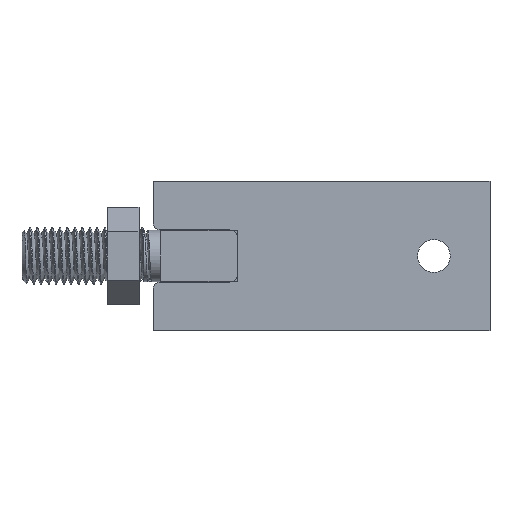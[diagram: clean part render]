
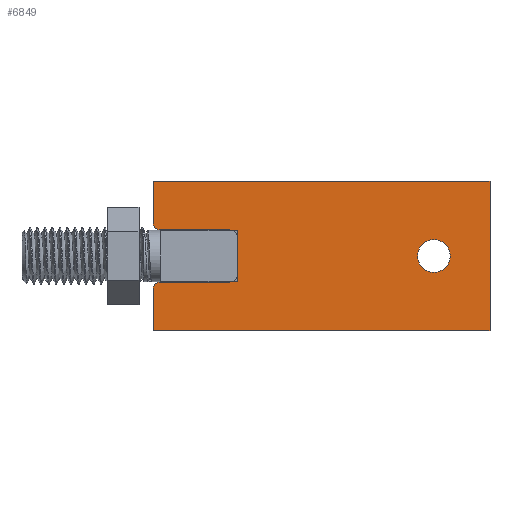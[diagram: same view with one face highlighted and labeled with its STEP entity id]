
A CAD part, front view. The second image highlights one B-rep face of the part: STEP entity #6849.
In plain terms, the highlighted planar face has unit normal (0, -1, 0).
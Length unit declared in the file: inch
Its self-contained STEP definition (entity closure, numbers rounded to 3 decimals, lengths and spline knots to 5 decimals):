
#2598 = AXIS2_PLACEMENT_3D ( 'NONE', #3761, #3771, #3772 ) ;
#2644 = AXIS2_PLACEMENT_3D ( 'NONE', #8677, #8679, #8681 ) ;
#2645 = AXIS2_PLACEMENT_3D ( 'NONE', #8760, #8762, #8764 ) ;
#2646 = AXIS2_PLACEMENT_3D ( 'NONE', #8731, #8734, #8736 ) ;
#2647 = AXIS2_PLACEMENT_3D ( 'NONE', #8788, #8790, #8792 ) ;
#2649 = AXIS2_PLACEMENT_3D ( 'NONE', #8815, #8817, #8819 ) ;
#2653 = AXIS2_PLACEMENT_3D ( 'NONE', #8848, #8851, #8853 ) ;
#3761 = CARTESIAN_POINT ( 'NONE',  ( -4.4, -0.1875, -0.4475 ) ) ;
#3770 = PLANE ( 'NONE',  #2598 ) ;
#3771 = DIRECTION ( 'NONE',  ( 0., 1., 0. ) ) ;
#3772 = DIRECTION ( 'NONE',  ( 0., 0., 1. ) ) ;
#3866 = CARTESIAN_POINT ( 'NONE',  ( -4.5, -0.1875, -0.4475 ) ) ;
#3874 = CARTESIAN_POINT ( 'NONE',  ( -3.475, -0.1875, 0.3475 ) ) ;
#3903 = CARTESIAN_POINT ( 'NONE',  ( -0.75, -0.1875, 0.2185 ) ) ;
#3917 = CARTESIAN_POINT ( 'NONE',  ( -3.375, -0.1875, -0.2475 ) ) ;
#3924 = CARTESIAN_POINT ( 'NONE',  ( -4.5, -0.1875, 0.4475 ) ) ;
#3927 = CARTESIAN_POINT ( 'NONE',  ( -3.375, -0.1875, 0.2475 ) ) ;
#3944 = CARTESIAN_POINT ( 'NONE',  ( -4.5, -0.1875, 1. ) ) ;
#3946 = CARTESIAN_POINT ( 'NONE',  ( -4.5, -0.1875, -1. ) ) ;
#3948 = CARTESIAN_POINT ( 'NONE',  ( 0., -0.1875, -1. ) ) ;
#3954 = CARTESIAN_POINT ( 'NONE',  ( -0.75, -0.1875, -0.2185 ) ) ;
#3960 = CARTESIAN_POINT ( 'NONE',  ( -3.475, -0.1875, -0.3475 ) ) ;
#3991 = CARTESIAN_POINT ( 'NONE',  ( 0., -0.1875, 1. ) ) ;
#4318 = EDGE_LOOP ( 'NONE', ( #4396, #4395, #4394, #4393, #4392, #4391, #4390, #4389, #4388, #4387, #4386, #4385 ) ) ;
#4331 = EDGE_LOOP ( 'NONE', ( #4398, #4397 ) ) ;
#4385 = ORIENTED_EDGE ( 'NONE', *, *, #9045, .F. ) ;
#4386 = ORIENTED_EDGE ( 'NONE', *, *, #9048, .F. ) ;
#4387 = ORIENTED_EDGE ( 'NONE', *, *, #9051, .F. ) ;
#4388 = ORIENTED_EDGE ( 'NONE', *, *, #9054, .F. ) ;
#4389 = ORIENTED_EDGE ( 'NONE', *, *, #9057, .F. ) ;
#4390 = ORIENTED_EDGE ( 'NONE', *, *, #9060, .F. ) ;
#4391 = ORIENTED_EDGE ( 'NONE', *, *, #9063, .F. ) ;
#4392 = ORIENTED_EDGE ( 'NONE', *, *, #9066, .F. ) ;
#4393 = ORIENTED_EDGE ( 'NONE', *, *, #9069, .F. ) ;
#4394 = ORIENTED_EDGE ( 'NONE', *, *, #9072, .F. ) ;
#4395 = ORIENTED_EDGE ( 'NONE', *, *, #9075, .F. ) ;
#4396 = ORIENTED_EDGE ( 'NONE', *, *, #9041, .F. ) ;
#4397 = ORIENTED_EDGE ( 'NONE', *, *, #9036, .T. ) ;
#4398 = ORIENTED_EDGE ( 'NONE', *, *, #9074, .T. ) ;
#4581 = FACE_OUTER_BOUND ( 'NONE', #4318, .T. ) ;
#4583 = FACE_BOUND ( 'NONE', #4331, .T. ) ;
#4796 = LINE ( 'NONE', #8682, #4806 ) ;
#4799 = CIRCLE ( 'NONE', #2644, 0.2185 ) ;
#4806 = VECTOR ( 'NONE', #8702, 39.37008 ) ;
#4811 = LINE ( 'NONE', #8701, #4813 ) ;
#4813 = VECTOR ( 'NONE', #8720, 39.37008 ) ;
#4819 = LINE ( 'NONE', #8726, #4823 ) ;
#4820 = CIRCLE ( 'NONE', #2646, 0.1 ) ;
#4823 = VECTOR ( 'NONE', #8748, 39.37008 ) ;
#4829 = LINE ( 'NONE', #8755, #4833 ) ;
#4830 = CIRCLE ( 'NONE', #2645, 0.1 ) ;
#4833 = VECTOR ( 'NONE', #8776, 39.37008 ) ;
#4838 = LINE ( 'NONE', #8783, #4842 ) ;
#4839 = CIRCLE ( 'NONE', #2647, 0.1 ) ;
#4842 = VECTOR ( 'NONE', #8804, 39.37008 ) ;
#4848 = LINE ( 'NONE', #8837, #9368 ) ;
#4850 = LINE ( 'NONE', #8809, #4854 ) ;
#4851 = CIRCLE ( 'NONE', #2649, 0.1 ) ;
#4854 = VECTOR ( 'NONE', #8831, 39.37008 ) ;
#6849 = ADVANCED_FACE ( 'NONE', ( #4583, #4581 ), #3770, .F. ) ;
#7756 = VERTEX_POINT ( 'NONE', #3866 ) ;
#7764 = VERTEX_POINT ( 'NONE', #3874 ) ;
#7793 = VERTEX_POINT ( 'NONE', #3903 ) ;
#7807 = VERTEX_POINT ( 'NONE', #3917 ) ;
#7814 = VERTEX_POINT ( 'NONE', #3924 ) ;
#7817 = VERTEX_POINT ( 'NONE', #3927 ) ;
#7834 = VERTEX_POINT ( 'NONE', #3944 ) ;
#7836 = VERTEX_POINT ( 'NONE', #3946 ) ;
#7838 = VERTEX_POINT ( 'NONE', #3948 ) ;
#7844 = VERTEX_POINT ( 'NONE', #3954 ) ;
#7854 = VERTEX_POINT ( 'NONE', #3960 ) ;
#7886 = VERTEX_POINT ( 'NONE', #3991 ) ;
#8677 = CARTESIAN_POINT ( 'NONE',  ( -0.75, -0.1875, 0. ) ) ;
#8679 = DIRECTION ( 'NONE',  ( 0., 1., 0. ) ) ;
#8681 = DIRECTION ( 'NONE',  ( 0., 0., 1. ) ) ;
#8682 = CARTESIAN_POINT ( 'NONE',  ( 0., -0.1875, -1. ) ) ;
#8701 = CARTESIAN_POINT ( 'NONE',  ( -4.5, -0.1875, -1. ) ) ;
#8702 = DIRECTION ( 'NONE',  ( -1., 0., 0. ) ) ;
#8720 = DIRECTION ( 'NONE',  ( 0., 0., 1. ) ) ;
#8726 = CARTESIAN_POINT ( 'NONE',  ( -4.4, -0.1875, -0.3475 ) ) ;
#8731 = CARTESIAN_POINT ( 'NONE',  ( -4.4, -0.1875, -0.4475 ) ) ;
#8734 = DIRECTION ( 'NONE',  ( 0., 1., 0. ) ) ;
#8736 = DIRECTION ( 'NONE',  ( 0., 0., 1. ) ) ;
#8748 = DIRECTION ( 'NONE',  ( 1., 0., 0. ) ) ;
#8755 = CARTESIAN_POINT ( 'NONE',  ( -3.375, -0.1875, -0.2475 ) ) ;
#8760 = CARTESIAN_POINT ( 'NONE',  ( -3.475, -0.1875, -0.2475 ) ) ;
#8762 = DIRECTION ( 'NONE',  ( 0., -1., 0. ) ) ;
#8764 = DIRECTION ( 'NONE',  ( 0., 0., -1. ) ) ;
#8776 = DIRECTION ( 'NONE',  ( 0., 0., 1. ) ) ;
#8783 = CARTESIAN_POINT ( 'NONE',  ( -3.475, -0.1875, 0.3475 ) ) ;
#8788 = CARTESIAN_POINT ( 'NONE',  ( -3.475, -0.1875, 0.2475 ) ) ;
#8790 = DIRECTION ( 'NONE',  ( 0., -1., 0. ) ) ;
#8792 = DIRECTION ( 'NONE',  ( 0., 0., -1. ) ) ;
#8804 = DIRECTION ( 'NONE',  ( -1., 0., 0. ) ) ;
#8809 = CARTESIAN_POINT ( 'NONE',  ( -4.5, -0.1875, 0.4475 ) ) ;
#8815 = CARTESIAN_POINT ( 'NONE',  ( -4.4, -0.1875, 0.4475 ) ) ;
#8817 = DIRECTION ( 'NONE',  ( 0., 1., 0. ) ) ;
#8819 = DIRECTION ( 'NONE',  ( 0., 0., 1. ) ) ;
#8831 = DIRECTION ( 'NONE',  ( 0., 0., 1. ) ) ;
#8837 = CARTESIAN_POINT ( 'NONE',  ( -4.5, -0.1875, 1. ) ) ;
#8843 = DIRECTION ( 'NONE',  ( 1., 0., 0. ) ) ;
#8848 = CARTESIAN_POINT ( 'NONE',  ( -0.75, -0.1875, 0. ) ) ;
#8851 = DIRECTION ( 'NONE',  ( 0., 1., 0. ) ) ;
#8853 = DIRECTION ( 'NONE',  ( 0., 0., 1. ) ) ;
#8855 = CARTESIAN_POINT ( 'NONE',  ( 0., -0.1875, 1. ) ) ;
#8857 = DIRECTION ( 'NONE',  ( 0., 0., -1. ) ) ;
#8960 = CARTESIAN_POINT ( 'NONE',  ( -4.4, -0.1875, 0.3475 ) ) ;
#8989 = CARTESIAN_POINT ( 'NONE',  ( -4.4, -0.1875, -0.3475 ) ) ;
#9036 = EDGE_CURVE ( 'NONE', #7844, #7793, #4799, .T. ) ;
#9041 = EDGE_CURVE ( 'NONE', #7838, #7836, #4796, .T. ) ;
#9045 = EDGE_CURVE ( 'NONE', #7836, #7756, #4811, .T. ) ;
#9048 = EDGE_CURVE ( 'NONE', #7756, #9366, #4820, .T. ) ;
#9051 = EDGE_CURVE ( 'NONE', #9366, #7854, #4819, .T. ) ;
#9054 = EDGE_CURVE ( 'NONE', #7854, #7807, #4830, .T. ) ;
#9057 = EDGE_CURVE ( 'NONE', #7807, #7817, #4829, .T. ) ;
#9060 = EDGE_CURVE ( 'NONE', #7817, #7764, #4839, .T. ) ;
#9063 = EDGE_CURVE ( 'NONE', #7764, #9361, #4838, .T. ) ;
#9066 = EDGE_CURVE ( 'NONE', #9361, #7814, #4851, .T. ) ;
#9069 = EDGE_CURVE ( 'NONE', #7814, #7834, #4850, .T. ) ;
#9072 = EDGE_CURVE ( 'NONE', #7834, #7886, #4848, .T. ) ;
#9074 = EDGE_CURVE ( 'NONE', #7793, #7844, #9372, .T. ) ;
#9075 = EDGE_CURVE ( 'NONE', #7886, #7838, #9367, .T. ) ;
#9361 = VERTEX_POINT ( 'NONE', #8960 ) ;
#9366 = VERTEX_POINT ( 'NONE', #8989 ) ;
#9367 = LINE ( 'NONE', #8855, #9373 ) ;
#9368 = VECTOR ( 'NONE', #8843, 39.37008 ) ;
#9372 = CIRCLE ( 'NONE', #2653, 0.2185 ) ;
#9373 = VECTOR ( 'NONE', #8857, 39.37008 ) ;
